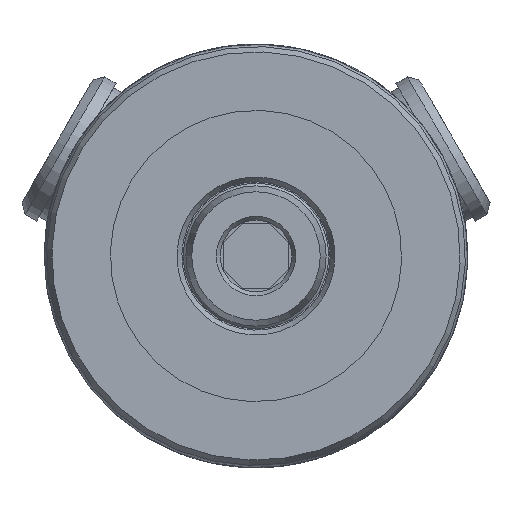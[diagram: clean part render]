
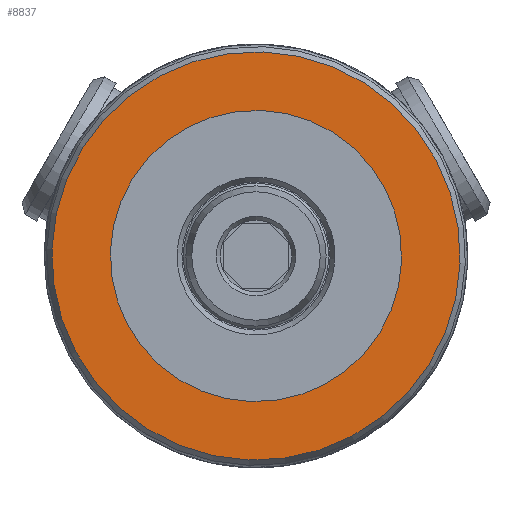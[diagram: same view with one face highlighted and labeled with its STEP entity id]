
A CAD part, left-side view. The second image highlights one B-rep face of the part: STEP entity #8837.
In plain terms, the highlighted planar face has unit normal (-1, 0, 0).
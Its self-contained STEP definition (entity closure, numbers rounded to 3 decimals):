
#572=FACE_BOUND('',#3227,.T.);
#855=CIRCLE('',#9601,23.134);
#856=CIRCLE('',#9603,16.5);
#857=CIRCLE('',#9604,16.5);
#2188=PLANE('',#9602);
#2663=FACE_OUTER_BOUND('',#3226,.T.);
#3226=EDGE_LOOP('',(#8146));
#3227=EDGE_LOOP('',(#8147,#8148));
#4400=VERTEX_POINT('',#20187);
#4401=VERTEX_POINT('',#20191);
#4402=VERTEX_POINT('',#20192);
#5663=EDGE_CURVE('',#4400,#4400,#855,.T.);
#5664=EDGE_CURVE('',#4401,#4402,#856,.T.);
#5665=EDGE_CURVE('',#4402,#4401,#857,.T.);
#8146=ORIENTED_EDGE('',*,*,#5663,.F.);
#8147=ORIENTED_EDGE('',*,*,#5664,.T.);
#8148=ORIENTED_EDGE('',*,*,#5665,.T.);
#8837=ADVANCED_FACE('',(#2663,#572),#2188,.T.);
#9601=AXIS2_PLACEMENT_3D('',#20189,#11595,#11596);
#9602=AXIS2_PLACEMENT_3D('',#20190,#11597,#11598);
#9603=AXIS2_PLACEMENT_3D('',#20193,#11599,#11600);
#9604=AXIS2_PLACEMENT_3D('',#20194,#11601,#11602);
#11595=DIRECTION('center_axis',(1.,0.,0.));
#11596=DIRECTION('ref_axis',(0.,0.788,-0.616));
#11597=DIRECTION('center_axis',(-1.,0.,0.));
#11598=DIRECTION('ref_axis',(0.,-0.616,-0.788));
#11599=DIRECTION('center_axis',(1.,0.,0.));
#11600=DIRECTION('ref_axis',(0.,-0.616,-0.788));
#11601=DIRECTION('center_axis',(1.,0.,0.));
#11602=DIRECTION('ref_axis',(0.,-0.616,-0.788));
#20187=CARTESIAN_POINT('',(19.49,-18.23,14.243));
#20189=CARTESIAN_POINT('Origin',(19.49,0.,0.));
#20190=CARTESIAN_POINT('Origin',(19.49,-9.456,7.388));
#20191=CARTESIAN_POINT('',(19.49,-10.158,-13.002));
#20192=CARTESIAN_POINT('',(19.49,10.158,13.002));
#20193=CARTESIAN_POINT('Origin',(19.49,0.,0.));
#20194=CARTESIAN_POINT('Origin',(19.49,0.,0.));
